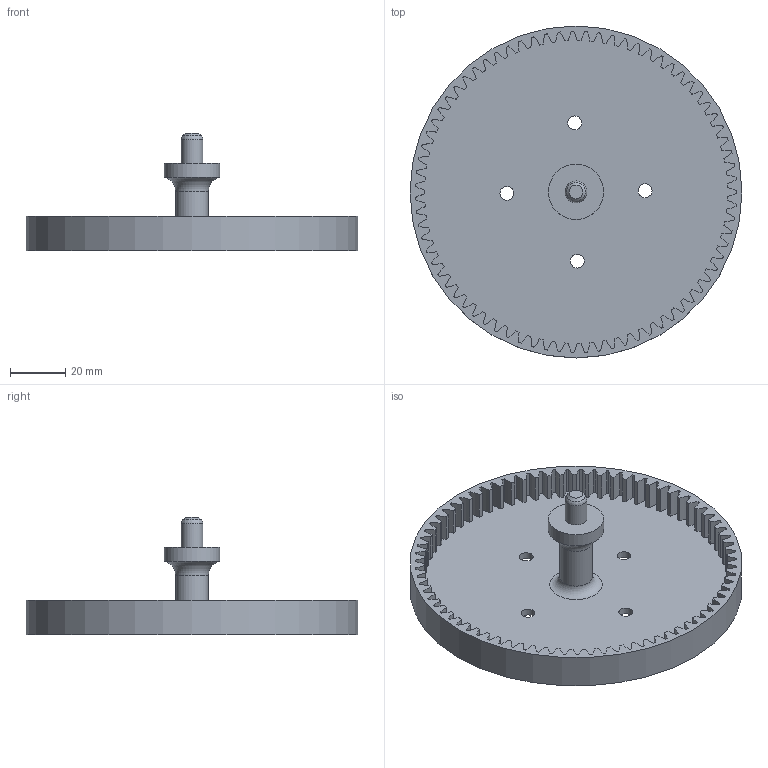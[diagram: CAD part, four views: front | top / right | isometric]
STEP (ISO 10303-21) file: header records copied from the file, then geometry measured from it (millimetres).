
FILE_DESCRIPTION(/* description */ (''),/* implementation_level */ '2;1');
FILE_NAME(/* name */ 'RIngGear.step',/* time_stamp */ '2024-11-03T20:04:55+05:30',/* author */ (''),/* organization */ (''),/* preprocessor_version */ 'ST-DEVELOPER v20',/* originating_system */ 'Autodesk Translation Framework v13.20.0.188',/* authorisation */ '');
FILE_SCHEMA (('AUTOMOTIVE_DESIGN { 1 0 10303 214 3 1 1 }'));
Length unit declared in the file: millimetre
Products named in the file (1): Healical Gear (75R@0.00 m=1.5)
Bounding box: 120 x 120 x 42.5 mm (x, y, z)
Volume: 46638.9 mm3; surface area: 36143.4 mm2
Topology: 1 solids, 1 shells, 317 faces, 934 edges, 622 vertices
Faces by surface type: cylinder 158, bspline 151, plane 5, torus 2, cone 1
Full cylindrical faces by diameter (mm): 5 x4, 7.9 x1, 11.9 x1, 20 x1, 120 x1
Entity records: 38785 total; most frequent: CARTESIAN_POINT 31450, ORIENTED_EDGE 1868, DIRECTION 1293, EDGE_CURVE 934, VERTEX_POINT 622, AXIS2_PLACEMENT_3D 492, EDGE_LOOP 328, CIRCLE 325
